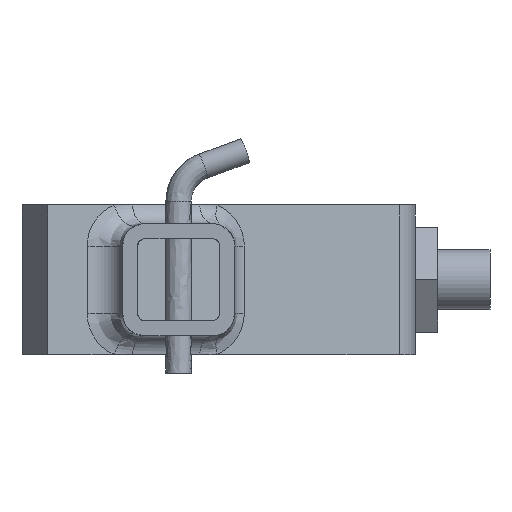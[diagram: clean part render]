
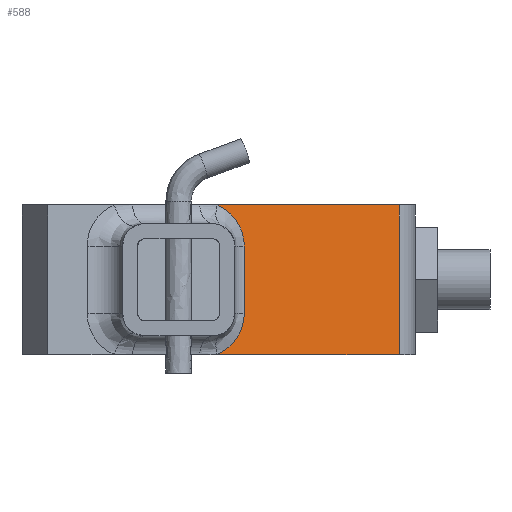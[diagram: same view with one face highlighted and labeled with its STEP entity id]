
A CAD part, left-side view. The second image highlights one B-rep face of the part: STEP entity #588.
In plain terms, the highlighted free-form (B-spline) face has degree [1, 1] with [2, 2] control points.
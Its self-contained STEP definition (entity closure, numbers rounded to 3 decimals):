
#588 = ADVANCED_FACE('',(#589),#637,.T.);
#589 = FACE_BOUND('',#590,.T.);
#590 = EDGE_LOOP('',(#591,#600,#609,#616,#625,#632));
#591 = ORIENTED_EDGE('',*,*,#592,.T.);
#592 = EDGE_CURVE('',#593,#595,#597,.T.);
#593 = VERTEX_POINT('',#594);
#594 = CARTESIAN_POINT('',(274.006,25.323,
    -191.413));
#595 = VERTEX_POINT('',#596);
#596 = CARTESIAN_POINT('',(163.614,182.98,
    -191.413));
#597 = B_SPLINE_CURVE_WITH_KNOTS('',1,(#598,#599),.UNSPECIFIED.,.F.,.F.,
  (2,2),(13.014,161.581),.PIECEWISE_BEZIER_KNOTS.);
#598 = CARTESIAN_POINT('',(274.006,25.323,
    -191.413));
#599 = CARTESIAN_POINT('',(163.614,182.98,
    -191.413));
#600 = ORIENTED_EDGE('',*,*,#601,.T.);
#601 = EDGE_CURVE('',#595,#602,#604,.T.);
#602 = VERTEX_POINT('',#603);
#603 = CARTESIAN_POINT('',(179.951,159.648,
    -227.038));
#604 = ( BOUNDED_CURVE() B_SPLINE_CURVE(3,(#605,#606,#607,#608),
.UNSPECIFIED.,.F.,.F.) B_SPLINE_CURVE_WITH_KNOTS((4,4),(1.982,
3.142),.PIECEWISE_BEZIER_KNOTS.) CURVE() 
GEOMETRIC_REPRESENTATION_ITEM() RATIONAL_B_SPLINE_CURVE((1.,
0.891,0.891,1.)) REPRESENTATION_ITEM('') );
#605 = CARTESIAN_POINT('',(163.614,182.98,
    -191.413));
#606 = CARTESIAN_POINT('',(173.84,168.376,
    -197.78));
#607 = CARTESIAN_POINT('',(179.951,159.648,
    -211.107));
#608 = CARTESIAN_POINT('',(179.951,159.648,
    -227.038));
#609 = ORIENTED_EDGE('',*,*,#610,.T.);
#610 = EDGE_CURVE('',#602,#611,#613,.T.);
#611 = VERTEX_POINT('',#612);
#612 = CARTESIAN_POINT('',(179.951,159.648,
    -285.334));
#613 = B_SPLINE_CURVE_WITH_KNOTS('',1,(#614,#615),.UNSPECIFIED.,.F.,.F.,
  (2,2),(27.5,72.5),.PIECEWISE_BEZIER_KNOTS.);
#614 = CARTESIAN_POINT('',(179.951,159.648,
    -227.038));
#615 = CARTESIAN_POINT('',(179.951,159.648,
    -285.334));
#616 = ORIENTED_EDGE('',*,*,#617,.T.);
#617 = EDGE_CURVE('',#611,#618,#620,.T.);
#618 = VERTEX_POINT('',#619);
#619 = CARTESIAN_POINT('',(163.614,182.98,
    -320.959));
#620 = ( BOUNDED_CURVE() B_SPLINE_CURVE(3,(#621,#622,#623,#624),
.UNSPECIFIED.,.F.,.F.) B_SPLINE_CURVE_WITH_KNOTS((4,4),(0.,
1.16),.PIECEWISE_BEZIER_KNOTS.) CURVE() 
GEOMETRIC_REPRESENTATION_ITEM() RATIONAL_B_SPLINE_CURVE((1.,
0.891,0.891,1.)) REPRESENTATION_ITEM('') );
#621 = CARTESIAN_POINT('',(179.951,159.648,
    -285.334));
#622 = CARTESIAN_POINT('',(179.951,159.648,
    -301.265));
#623 = CARTESIAN_POINT('',(173.84,168.376,
    -314.592));
#624 = CARTESIAN_POINT('',(163.614,182.98,
    -320.959));
#625 = ORIENTED_EDGE('',*,*,#626,.F.);
#626 = EDGE_CURVE('',#627,#618,#629,.T.);
#627 = VERTEX_POINT('',#628);
#628 = CARTESIAN_POINT('',(274.006,25.323,
    -320.959));
#629 = B_SPLINE_CURVE_WITH_KNOTS('',1,(#630,#631),.UNSPECIFIED.,.F.,.F.,
  (2,2),(13.014,161.581),.PIECEWISE_BEZIER_KNOTS.);
#630 = CARTESIAN_POINT('',(274.006,25.323,
    -320.959));
#631 = CARTESIAN_POINT('',(163.614,182.98,
    -320.959));
#632 = ORIENTED_EDGE('',*,*,#633,.T.);
#633 = EDGE_CURVE('',#627,#593,#634,.T.);
#634 = B_SPLINE_CURVE_WITH_KNOTS('',1,(#635,#636),.UNSPECIFIED.,.F.,.F.,
  (2,2),(-100.,0.),.PIECEWISE_BEZIER_KNOTS.);
#635 = CARTESIAN_POINT('',(274.006,25.323,
    -320.959));
#636 = CARTESIAN_POINT('',(274.006,25.323,
    -191.413));
#637 = B_SPLINE_SURFACE_WITH_KNOTS('',1,1,(
    (#638,#639)
    ,(#640,#641
    )),.UNSPECIFIED.,.F.,.F.,.F.,(2,2),(2,2),(-161.581,
    -13.014),(-100.,0.),.PIECEWISE_BEZIER_KNOTS.);
#638 = CARTESIAN_POINT('',(163.614,182.98,
    -320.959));
#639 = CARTESIAN_POINT('',(163.614,182.98,
    -191.413));
#640 = CARTESIAN_POINT('',(274.006,25.323,
    -320.959));
#641 = CARTESIAN_POINT('',(274.006,25.323,
    -191.413));
